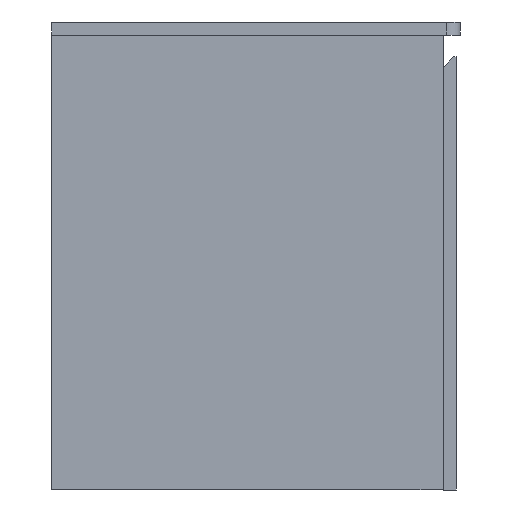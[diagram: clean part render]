
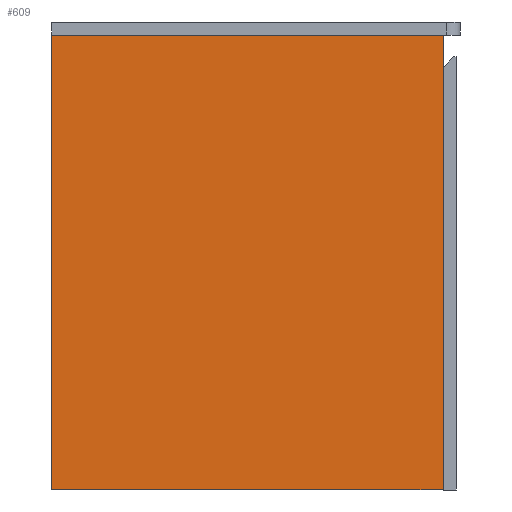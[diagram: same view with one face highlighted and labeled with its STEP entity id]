
A CAD part, left-side view. The second image highlights one B-rep face of the part: STEP entity #609.
In plain terms, the highlighted planar face has unit normal (-1, 0, 0).
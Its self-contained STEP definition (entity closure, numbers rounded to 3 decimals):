
#609=ADVANCED_FACE('',(#940),#5003,.T.);
#940=FACE_OUTER_BOUND('',#1283,.T.);
#1283=EDGE_LOOP('',(#2130,#2131,#2132,#2133));
#2130=ORIENTED_EDGE('',*,*,#3395,.T.);
#2131=ORIENTED_EDGE('',*,*,#3396,.T.);
#2132=ORIENTED_EDGE('',*,*,#3397,.T.);
#2133=ORIENTED_EDGE('',*,*,#3398,.T.);
#3395=EDGE_CURVE('',#4599,#4600,#4098,.T.);
#3396=EDGE_CURVE('',#4600,#4601,#4099,.T.);
#3397=EDGE_CURVE('',#4601,#4602,#4100,.T.);
#3398=EDGE_CURVE('',#4602,#4599,#4101,.T.);
#4098=B_SPLINE_CURVE_WITH_KNOTS('',1,(#7044,#7045),.UNSPECIFIED.,.F.,.F.,
(2,2),(0.,450.),.UNSPECIFIED.);
#4099=B_SPLINE_CURVE_WITH_KNOTS('',1,(#7046,#7047),.UNSPECIFIED.,.F.,.F.,
(2,2),(0.,523.),.UNSPECIFIED.);
#4100=B_SPLINE_CURVE_WITH_KNOTS('',1,(#7048,#7049),.UNSPECIFIED.,.F.,.F.,
(2,2),(-450.,0.),.UNSPECIFIED.);
#4101=B_SPLINE_CURVE_WITH_KNOTS('',1,(#7050,#7051),.UNSPECIFIED.,.F.,.F.,
(2,2),(-523.,0.),.UNSPECIFIED.);
#4599=VERTEX_POINT('',#6910);
#4600=VERTEX_POINT('',#6911);
#4601=VERTEX_POINT('',#6912);
#4602=VERTEX_POINT('',#6913);
#5003=PLANE('',#5320);
#5320=AXIS2_PLACEMENT_3D('',#6890,#5617,$);
#5617=DIRECTION('',(-1.,0.,0.));
#6890=CARTESIAN_POINT('',(-437.5,0.01,-13.99));
#6910=CARTESIAN_POINT('',(-437.5,-450.,-14.));
#6911=CARTESIAN_POINT('',(-437.5,0.,-14.));
#6912=CARTESIAN_POINT('',(-437.5,0.,-537.));
#6913=CARTESIAN_POINT('',(-437.5,-450.,-537.));
#7044=CARTESIAN_POINT('',(-437.5,-450.,-14.));
#7045=CARTESIAN_POINT('',(-437.5,0.,-14.));
#7046=CARTESIAN_POINT('',(-437.5,0.,-14.));
#7047=CARTESIAN_POINT('',(-437.5,0.,-537.));
#7048=CARTESIAN_POINT('',(-437.5,0.,-537.));
#7049=CARTESIAN_POINT('',(-437.5,-450.,-537.));
#7050=CARTESIAN_POINT('',(-437.5,-450.,-537.));
#7051=CARTESIAN_POINT('',(-437.5,-450.,-14.));
